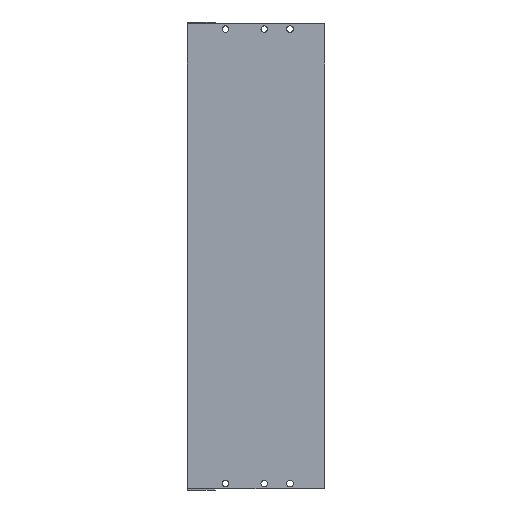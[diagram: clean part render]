
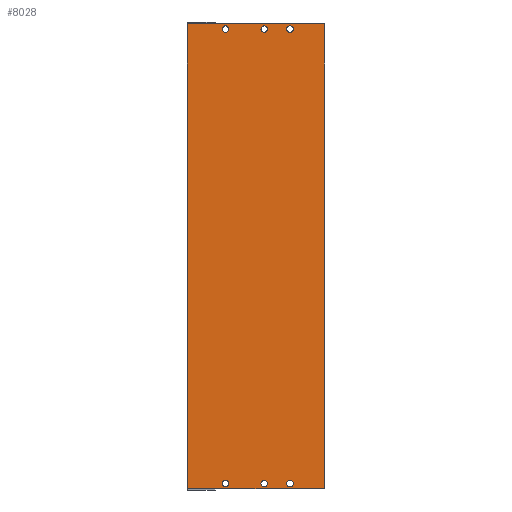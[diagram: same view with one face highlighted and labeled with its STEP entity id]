
A CAD part, front view. The second image highlights one B-rep face of the part: STEP entity #8028.
In plain terms, the highlighted planar face has unit normal (0, -1, 0).
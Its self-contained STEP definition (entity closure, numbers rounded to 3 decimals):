
#111 = EDGE_CURVE ( 'NONE', #10366, #4983, #5312, .T. ) ;
#150 = CARTESIAN_POINT ( 'NONE',  ( 59.7, 0., -4. ) ) ;
#367 = CARTESIAN_POINT ( 'NONE',  ( 29.7, 0., -4. ) ) ;
#421 = ORIENTED_EDGE ( 'NONE', *, *, #10047, .T. ) ;
#582 = EDGE_CURVE ( 'NONE', #10034, #10461, #3900, .T. ) ;
#590 = EDGE_CURVE ( 'NONE', #7341, #6206, #10394, .T. ) ;
#628 = VERTEX_POINT ( 'NONE', #9282 ) ;
#636 = PLANE ( 'NONE',  #5947 ) ;
#693 = DIRECTION ( 'NONE',  ( 0., -1., 0. ) ) ;
#773 = CIRCLE ( 'NONE', #3674, 2.5 ) ;
#910 = DIRECTION ( 'NONE',  ( 0., 0., -1. ) ) ;
#992 = EDGE_LOOP ( 'NONE', ( #6310, #4590 ) ) ;
#1125 = ORIENTED_EDGE ( 'NONE', *, *, #7514, .T. ) ;
#1278 = EDGE_LOOP ( 'NONE', ( #3450, #8391 ) ) ;
#1280 = VECTOR ( 'NONE', #2046, 1000. ) ;
#1474 = EDGE_CURVE ( 'NONE', #10461, #10034, #2758, .T. ) ;
#1567 = ORIENTED_EDGE ( 'NONE', *, *, #9677, .T. ) ;
#1596 = FACE_BOUND ( 'NONE', #3557, .T. ) ;
#1599 = ORIENTED_EDGE ( 'NONE', *, *, #590, .T. ) ;
#1625 = ORIENTED_EDGE ( 'NONE', *, *, #4290, .T. ) ;
#1768 = CARTESIAN_POINT ( 'NONE',  ( 29.7, 0., -356.5 ) ) ;
#2023 = CARTESIAN_POINT ( 'NONE',  ( 29.7, 0., -354. ) ) ;
#2037 = ORIENTED_EDGE ( 'NONE', *, *, #8257, .T. ) ;
#2046 = DIRECTION ( 'NONE',  ( 1., 0., 0. ) ) ;
#2074 = DIRECTION ( 'NONE',  ( 0., 0., -1. ) ) ;
#2213 = EDGE_CURVE ( 'NONE', #628, #10346, #9044, .T. ) ;
#2225 = CARTESIAN_POINT ( 'NONE',  ( 59.7, 0., -4. ) ) ;
#2228 = CIRCLE ( 'NONE', #4740, 2.5 ) ;
#2383 = CARTESIAN_POINT ( 'NONE',  ( 59.7, 0., -354. ) ) ;
#2406 = DIRECTION ( 'NONE',  ( 0., 1., 0. ) ) ;
#2641 = CIRCLE ( 'NONE', #5146, 2.5 ) ;
#2705 = ORIENTED_EDGE ( 'NONE', *, *, #9874, .T. ) ;
#2709 = DIRECTION ( 'NONE',  ( 0., 0., -1. ) ) ;
#2758 = CIRCLE ( 'NONE', #5251, 2.5 ) ;
#2865 = VERTEX_POINT ( 'NONE', #8763 ) ;
#2889 = LINE ( 'NONE', #10000, #1280 ) ;
#2916 = CARTESIAN_POINT ( 'NONE',  ( 0.5, 0., -360.5 ) ) ;
#2981 = CIRCLE ( 'NONE', #10004, 2.5 ) ;
#3170 = AXIS2_PLACEMENT_3D ( 'NONE', #10573, #6986, #6358 ) ;
#3352 = FACE_BOUND ( 'NONE', #8499, .T. ) ;
#3392 = EDGE_LOOP ( 'NONE', ( #1125, #7533 ) ) ;
#3405 = CARTESIAN_POINT ( 'NONE',  ( 29.7, 0., -6.5 ) ) ;
#3450 = ORIENTED_EDGE ( 'NONE', *, *, #111, .T. ) ;
#3469 = CARTESIAN_POINT ( 'NONE',  ( 0.5, 0., -360.5 ) ) ;
#3541 = VERTEX_POINT ( 'NONE', #6960 ) ;
#3557 = EDGE_LOOP ( 'NONE', ( #6746, #2705 ) ) ;
#3674 = AXIS2_PLACEMENT_3D ( 'NONE', #7119, #4600, #9903 ) ;
#3846 = DIRECTION ( 'NONE',  ( -1., 0., 0. ) ) ;
#3900 = CIRCLE ( 'NONE', #9305, 2.5 ) ;
#3938 = CARTESIAN_POINT ( 'NONE',  ( 79.7, 0., -356.5 ) ) ;
#3956 = DIRECTION ( 'NONE',  ( 0., 0., -1. ) ) ;
#4126 = DIRECTION ( 'NONE',  ( 0., 0., 1. ) ) ;
#4136 = FACE_BOUND ( 'NONE', #3392, .T. ) ;
#4161 = EDGE_CURVE ( 'NONE', #4983, #10366, #773, .T. ) ;
#4166 = VERTEX_POINT ( 'NONE', #10756 ) ;
#4257 = AXIS2_PLACEMENT_3D ( 'NONE', #367, #2406, #5774 ) ;
#4270 = VECTOR ( 'NONE', #4126, 1000. ) ;
#4290 = EDGE_CURVE ( 'NONE', #3541, #6642, #2228, .T. ) ;
#4531 = DIRECTION ( 'NONE',  ( 0., 1., 0. ) ) ;
#4590 = ORIENTED_EDGE ( 'NONE', *, *, #1474, .T. ) ;
#4600 = DIRECTION ( 'NONE',  ( 0., 1., 0. ) ) ;
#4740 = AXIS2_PLACEMENT_3D ( 'NONE', #2225, #4924, #5647 ) ;
#4813 = CIRCLE ( 'NONE', #10776, 2.5 ) ;
#4898 = VECTOR ( 'NONE', #5488, 1000. ) ;
#4924 = DIRECTION ( 'NONE',  ( 0., 1., 0. ) ) ;
#4983 = VERTEX_POINT ( 'NONE', #2383 ) ;
#5016 = LINE ( 'NONE', #11131, #4270 ) ;
#5020 = EDGE_CURVE ( 'NONE', #6206, #7341, #2981, .T. ) ;
#5067 = CARTESIAN_POINT ( 'NONE',  ( 79.7, 0., -1.5 ) ) ;
#5086 = CARTESIAN_POINT ( 'NONE',  ( 79.7, 0., -354. ) ) ;
#5133 = FACE_OUTER_BOUND ( 'NONE', #10444, .T. ) ;
#5146 = AXIS2_PLACEMENT_3D ( 'NONE', #5355, #4531, #7961 ) ;
#5191 = DIRECTION ( 'NONE',  ( 0., 1., 0. ) ) ;
#5215 = EDGE_LOOP ( 'NONE', ( #5571, #1599 ) ) ;
#5234 = DIRECTION ( 'NONE',  ( 0., 1., 0. ) ) ;
#5251 = AXIS2_PLACEMENT_3D ( 'NONE', #3938, #10884, #10091 ) ;
#5288 = CARTESIAN_POINT ( 'NONE',  ( 29.7, 0., -356.5 ) ) ;
#5312 = CIRCLE ( 'NONE', #3170, 2.5 ) ;
#5355 = CARTESIAN_POINT ( 'NONE',  ( 79.7, 0., -4. ) ) ;
#5488 = DIRECTION ( 'NONE',  ( 0., 0., -1. ) ) ;
#5571 = ORIENTED_EDGE ( 'NONE', *, *, #5020, .T. ) ;
#5647 = DIRECTION ( 'NONE',  ( 0., 0., -1. ) ) ;
#5696 = ORIENTED_EDGE ( 'NONE', *, *, #9638, .T. ) ;
#5726 = AXIS2_PLACEMENT_3D ( 'NONE', #1768, #5191, #910 ) ;
#5774 = DIRECTION ( 'NONE',  ( 0., 0., -1. ) ) ;
#5925 = VERTEX_POINT ( 'NONE', #2023 ) ;
#5947 = AXIS2_PLACEMENT_3D ( 'NONE', #3469, #693, #10179 ) ;
#6206 = VERTEX_POINT ( 'NONE', #3405 ) ;
#6230 = DIRECTION ( 'NONE',  ( 0., 0., -1. ) ) ;
#6310 = ORIENTED_EDGE ( 'NONE', *, *, #582, .T. ) ;
#6358 = DIRECTION ( 'NONE',  ( 0., 0., -1. ) ) ;
#6363 = LINE ( 'NONE', #9831, #10592 ) ;
#6438 = CARTESIAN_POINT ( 'NONE',  ( 59.7, 0., -359. ) ) ;
#6642 = VERTEX_POINT ( 'NONE', #10351 ) ;
#6746 = ORIENTED_EDGE ( 'NONE', *, *, #10721, .T. ) ;
#6753 = CARTESIAN_POINT ( 'NONE',  ( 29.7, 0., -4. ) ) ;
#6812 = FACE_BOUND ( 'NONE', #1278, .T. ) ;
#6960 = CARTESIAN_POINT ( 'NONE',  ( 59.7, 0., -6.5 ) ) ;
#6986 = DIRECTION ( 'NONE',  ( 0., 1., 0. ) ) ;
#7022 = AXIS2_PLACEMENT_3D ( 'NONE', #7244, #10708, #8143 ) ;
#7074 = CARTESIAN_POINT ( 'NONE',  ( 106.2, 0., -360.5 ) ) ;
#7077 = CARTESIAN_POINT ( 'NONE',  ( 79.7, 0., -356.5 ) ) ;
#7119 = CARTESIAN_POINT ( 'NONE',  ( 59.7, 0., -356.5 ) ) ;
#7238 = CARTESIAN_POINT ( 'NONE',  ( 0.5, 0., -360.5 ) ) ;
#7244 = CARTESIAN_POINT ( 'NONE',  ( 79.7, 0., -4. ) ) ;
#7320 = AXIS2_PLACEMENT_3D ( 'NONE', #150, #9627, #6230 ) ;
#7341 = VERTEX_POINT ( 'NONE', #10489 ) ;
#7514 = EDGE_CURVE ( 'NONE', #4166, #8508, #8825, .T. ) ;
#7533 = ORIENTED_EDGE ( 'NONE', *, *, #9450, .T. ) ;
#7573 = CARTESIAN_POINT ( 'NONE',  ( 29.7, 0., -359. ) ) ;
#7961 = DIRECTION ( 'NONE',  ( 0., 0., -1. ) ) ;
#8028 = ADVANCED_FACE ( 'NONE', ( #5133, #9374, #3352, #4136, #1596, #6812, #8366 ), #636, .T. ) ;
#8097 = ORIENTED_EDGE ( 'NONE', *, *, #2213, .T. ) ;
#8143 = DIRECTION ( 'NONE',  ( 0., 0., -1. ) ) ;
#8257 = EDGE_CURVE ( 'NONE', #10346, #10124, #2889, .T. ) ;
#8366 = FACE_BOUND ( 'NONE', #992, .T. ) ;
#8391 = ORIENTED_EDGE ( 'NONE', *, *, #4161, .T. ) ;
#8499 = EDGE_LOOP ( 'NONE', ( #1625, #421 ) ) ;
#8508 = VERTEX_POINT ( 'NONE', #5067 ) ;
#8763 = CARTESIAN_POINT ( 'NONE',  ( 106.2, 0., 0. ) ) ;
#8825 = CIRCLE ( 'NONE', #7022, 2.5 ) ;
#9044 = LINE ( 'NONE', #2916, #4898 ) ;
#9282 = CARTESIAN_POINT ( 'NONE',  ( 0.5, 0., 0. ) ) ;
#9305 = AXIS2_PLACEMENT_3D ( 'NONE', #7077, #9801, #2074 ) ;
#9374 = FACE_BOUND ( 'NONE', #5215, .T. ) ;
#9450 = EDGE_CURVE ( 'NONE', #8508, #4166, #2641, .T. ) ;
#9627 = DIRECTION ( 'NONE',  ( 0., 1., 0. ) ) ;
#9638 = EDGE_CURVE ( 'NONE', #2865, #628, #6363, .T. ) ;
#9677 = EDGE_CURVE ( 'NONE', #10124, #2865, #5016, .T. ) ;
#9745 = CARTESIAN_POINT ( 'NONE',  ( 79.7, 0., -359. ) ) ;
#9801 = DIRECTION ( 'NONE',  ( 0., 1., 0. ) ) ;
#9831 = CARTESIAN_POINT ( 'NONE',  ( 0.5, 0., 0. ) ) ;
#9874 = EDGE_CURVE ( 'NONE', #5925, #10506, #4813, .T. ) ;
#9903 = DIRECTION ( 'NONE',  ( 0., 0., -1. ) ) ;
#10000 = CARTESIAN_POINT ( 'NONE',  ( 0.5, 0., -360.5 ) ) ;
#10004 = AXIS2_PLACEMENT_3D ( 'NONE', #6753, #10169, #3956 ) ;
#10034 = VERTEX_POINT ( 'NONE', #9745 ) ;
#10047 = EDGE_CURVE ( 'NONE', #6642, #3541, #10414, .T. ) ;
#10091 = DIRECTION ( 'NONE',  ( 0., 0., -1. ) ) ;
#10124 = VERTEX_POINT ( 'NONE', #7074 ) ;
#10169 = DIRECTION ( 'NONE',  ( 0., 1., 0. ) ) ;
#10179 = DIRECTION ( 'NONE',  ( 0., 0., -1. ) ) ;
#10346 = VERTEX_POINT ( 'NONE', #7238 ) ;
#10351 = CARTESIAN_POINT ( 'NONE',  ( 59.7, 0., -1.5 ) ) ;
#10366 = VERTEX_POINT ( 'NONE', #6438 ) ;
#10394 = CIRCLE ( 'NONE', #4257, 2.5 ) ;
#10414 = CIRCLE ( 'NONE', #7320, 2.5 ) ;
#10444 = EDGE_LOOP ( 'NONE', ( #2037, #1567, #5696, #8097 ) ) ;
#10461 = VERTEX_POINT ( 'NONE', #5086 ) ;
#10489 = CARTESIAN_POINT ( 'NONE',  ( 29.7, 0., -1.5 ) ) ;
#10506 = VERTEX_POINT ( 'NONE', #7573 ) ;
#10573 = CARTESIAN_POINT ( 'NONE',  ( 59.7, 0., -356.5 ) ) ;
#10592 = VECTOR ( 'NONE', #3846, 1000. ) ;
#10617 = CIRCLE ( 'NONE', #5726, 2.5 ) ;
#10708 = DIRECTION ( 'NONE',  ( 0., 1., 0. ) ) ;
#10721 = EDGE_CURVE ( 'NONE', #10506, #5925, #10617, .T. ) ;
#10756 = CARTESIAN_POINT ( 'NONE',  ( 79.7, 0., -6.5 ) ) ;
#10776 = AXIS2_PLACEMENT_3D ( 'NONE', #5288, #5234, #2709 ) ;
#10884 = DIRECTION ( 'NONE',  ( 0., 1., 0. ) ) ;
#11131 = CARTESIAN_POINT ( 'NONE',  ( 106.2, 0., -360.5 ) ) ;
